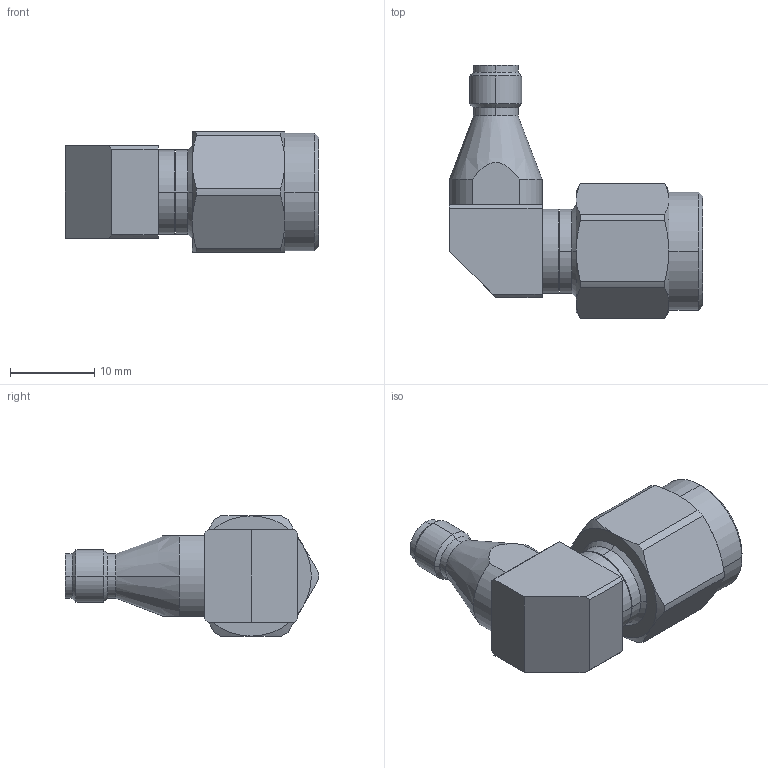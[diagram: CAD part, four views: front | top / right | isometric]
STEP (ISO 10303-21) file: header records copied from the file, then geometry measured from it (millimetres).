
FILE_DESCRIPTION (( 'STEP AP214' ), '1' );
FILE_NAME ('FMAD1572_3D.STEP', '2022-08-04T03:17:15', ( '' ), ( '' ), 'SwSTEP 2.0', 'SolidWorks 2021', '' );
FILE_SCHEMA (( 'AUTOMOTIVE_DESIGN' ));
Length unit declared in the file: millimetre
Products named in the file (4): Copy of ALS-T3T8-18-2--TNC3^FMAD1572; FMAD1572_3D; Copy of ALS-A8T3-18-3^FMAD1572; Copy of ALS-T3T8-18-4-RIGHT^FMAD1572
Assembly tree (3 placements, depth 2):
  FMAD1572_3D
    Copy of ALS-T3T8-18-4-RIGHT^FMAD1572
    Copy of ALS-A8T3-18-3^FMAD1572
    Copy of ALS-T3T8-18-2--TNC3^FMAD1572
Bounding box: 30.05 x 30.05 x 14.28 mm (x, y, z)
Volume: 4487.5 mm3; surface area: 3299.9 mm2
Topology: 3 solids, 3 shells, 156 faces, 349 edges, 213 vertices
Faces by surface type: cylinder 75, cone 48, plane 33
Entity records: 4562 total; most frequent: CARTESIAN_POINT 845, DIRECTION 828, ORIENTED_EDGE 698, EDGE_CURVE 349, AXIS2_PLACEMENT_3D 346, VERTEX_POINT 213, CIRCLE 184, EDGE_LOOP 170
